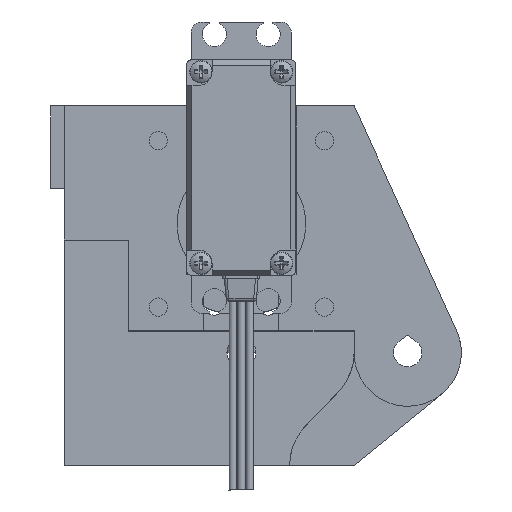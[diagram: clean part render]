
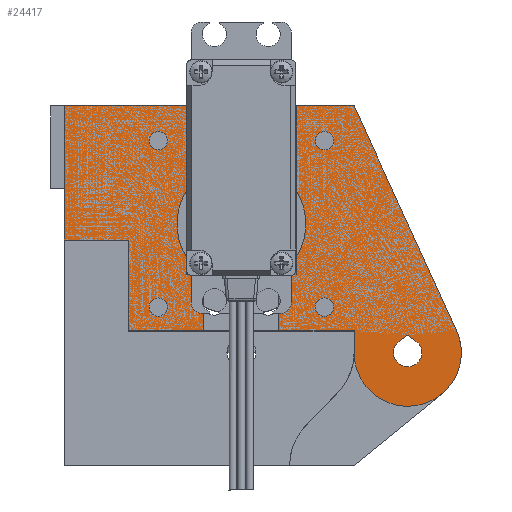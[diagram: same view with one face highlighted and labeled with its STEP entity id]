
A CAD part, left-side view. The second image highlights one B-rep face of the part: STEP entity #24417.
In plain terms, the highlighted planar face has unit normal (-1, 0, 0).
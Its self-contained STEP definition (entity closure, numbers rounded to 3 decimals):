
#716=FACE_BOUND('',#3279,.T.);
#717=FACE_BOUND('',#3280,.T.);
#718=FACE_BOUND('',#3281,.T.);
#719=FACE_BOUND('',#3282,.T.);
#720=FACE_BOUND('',#3283,.T.);
#965=PLANE('',#25977);
#1824=FACE_OUTER_BOUND('',#3278,.T.);
#3278=EDGE_LOOP('',(#17759,#17760,#17761,#17762,#17763,#17764,#17765,#17766,
#17767,#17768,#17769,#17770,#17771));
#3279=EDGE_LOOP('',(#17772,#17773,#17774));
#3280=EDGE_LOOP('',(#17775));
#3281=EDGE_LOOP('',(#17776));
#3282=EDGE_LOOP('',(#17777));
#3283=EDGE_LOOP('',(#17778));
#5174=CIRCLE('',#25978,12.);
#5175=CIRCLE('',#25979,10.);
#5176=CIRCLE('',#25980,2.65);
#5177=CIRCLE('',#25981,1.7);
#5178=CIRCLE('',#25982,1.7);
#5179=CIRCLE('',#25983,1.7);
#5180=CIRCLE('',#25984,1.7);
#6407=LINE('',#43397,#8418);
#6417=LINE('',#43423,#8428);
#6420=LINE('',#43429,#8431);
#6421=LINE('',#43431,#8432);
#6422=LINE('',#43433,#8433);
#6423=LINE('',#43437,#8434);
#6424=LINE('',#43439,#8435);
#6425=LINE('',#43441,#8436);
#6426=LINE('',#43443,#8437);
#6427=LINE('',#43447,#8438);
#6428=LINE('',#43448,#8439);
#6429=LINE('',#43451,#8440);
#6430=LINE('',#43454,#8441);
#8418=VECTOR('',#29051,10.);
#8428=VECTOR('',#29073,10.);
#8431=VECTOR('',#29078,10.);
#8432=VECTOR('',#29079,10.);
#8433=VECTOR('',#29080,10.);
#8434=VECTOR('',#29083,10.);
#8435=VECTOR('',#29084,10.);
#8436=VECTOR('',#29085,10.);
#8437=VECTOR('',#29086,10.);
#8438=VECTOR('',#29089,10.);
#8439=VECTOR('',#29090,10.);
#8440=VECTOR('',#29091,10.);
#8441=VECTOR('',#29094,10.);
#10561=VERTEX_POINT('',#43395);
#10562=VERTEX_POINT('',#43396);
#10572=VERTEX_POINT('',#43422);
#10574=VERTEX_POINT('',#43428);
#10575=VERTEX_POINT('',#43430);
#10576=VERTEX_POINT('',#43432);
#10577=VERTEX_POINT('',#43434);
#10578=VERTEX_POINT('',#43436);
#10579=VERTEX_POINT('',#43438);
#10580=VERTEX_POINT('',#43440);
#10581=VERTEX_POINT('',#43442);
#10582=VERTEX_POINT('',#43444);
#10583=VERTEX_POINT('',#43446);
#10584=VERTEX_POINT('',#43449);
#10585=VERTEX_POINT('',#43450);
#10586=VERTEX_POINT('',#43452);
#10587=VERTEX_POINT('',#43455);
#10588=VERTEX_POINT('',#43457);
#10589=VERTEX_POINT('',#43459);
#10590=VERTEX_POINT('',#43461);
#13270=EDGE_CURVE('',#10561,#10562,#6407,.T.);
#13283=EDGE_CURVE('',#10572,#10561,#6417,.T.);
#13286=EDGE_CURVE('',#10562,#10574,#6420,.T.);
#13287=EDGE_CURVE('',#10574,#10575,#6421,.T.);
#13288=EDGE_CURVE('',#10575,#10576,#6422,.T.);
#13289=EDGE_CURVE('',#10576,#10577,#5174,.T.);
#13290=EDGE_CURVE('',#10577,#10578,#6423,.T.);
#13291=EDGE_CURVE('',#10578,#10579,#6424,.T.);
#13292=EDGE_CURVE('',#10579,#10580,#6425,.T.);
#13293=EDGE_CURVE('',#10580,#10581,#6426,.T.);
#13294=EDGE_CURVE('',#10581,#10582,#5175,.T.);
#13295=EDGE_CURVE('',#10583,#10582,#6427,.T.);
#13296=EDGE_CURVE('',#10583,#10572,#6428,.T.);
#13297=EDGE_CURVE('',#10584,#10585,#6429,.T.);
#13298=EDGE_CURVE('',#10585,#10586,#5176,.T.);
#13299=EDGE_CURVE('',#10586,#10584,#6430,.T.);
#13300=EDGE_CURVE('',#10587,#10587,#5177,.T.);
#13301=EDGE_CURVE('',#10588,#10588,#5178,.T.);
#13302=EDGE_CURVE('',#10589,#10589,#5179,.T.);
#13303=EDGE_CURVE('',#10590,#10590,#5180,.T.);
#17759=ORIENTED_EDGE('',*,*,#13270,.T.);
#17760=ORIENTED_EDGE('',*,*,#13286,.T.);
#17761=ORIENTED_EDGE('',*,*,#13287,.T.);
#17762=ORIENTED_EDGE('',*,*,#13288,.T.);
#17763=ORIENTED_EDGE('',*,*,#13289,.T.);
#17764=ORIENTED_EDGE('',*,*,#13290,.T.);
#17765=ORIENTED_EDGE('',*,*,#13291,.T.);
#17766=ORIENTED_EDGE('',*,*,#13292,.T.);
#17767=ORIENTED_EDGE('',*,*,#13293,.T.);
#17768=ORIENTED_EDGE('',*,*,#13294,.T.);
#17769=ORIENTED_EDGE('',*,*,#13295,.F.);
#17770=ORIENTED_EDGE('',*,*,#13296,.T.);
#17771=ORIENTED_EDGE('',*,*,#13283,.T.);
#17772=ORIENTED_EDGE('',*,*,#13297,.T.);
#17773=ORIENTED_EDGE('',*,*,#13298,.T.);
#17774=ORIENTED_EDGE('',*,*,#13299,.T.);
#17775=ORIENTED_EDGE('',*,*,#13300,.T.);
#17776=ORIENTED_EDGE('',*,*,#13301,.T.);
#17777=ORIENTED_EDGE('',*,*,#13302,.T.);
#17778=ORIENTED_EDGE('',*,*,#13303,.T.);
#24417=ADVANCED_FACE('',(#1824,#716,#717,#718,#719,#720),#965,.T.);
#25977=AXIS2_PLACEMENT_3D('',#43427,#29076,#29077);
#25978=AXIS2_PLACEMENT_3D('',#43435,#29081,#29082);
#25979=AXIS2_PLACEMENT_3D('',#43445,#29087,#29088);
#25980=AXIS2_PLACEMENT_3D('',#43453,#29092,#29093);
#25981=AXIS2_PLACEMENT_3D('',#43456,#29095,#29096);
#25982=AXIS2_PLACEMENT_3D('',#43458,#29097,#29098);
#25983=AXIS2_PLACEMENT_3D('',#43460,#29099,#29100);
#25984=AXIS2_PLACEMENT_3D('',#43462,#29101,#29102);
#29051=DIRECTION('',(0.,-1.,0.));
#29073=DIRECTION('',(0.,0.,-1.));
#29076=DIRECTION('center_axis',(-1.,0.,0.));
#29077=DIRECTION('ref_axis',(0.,-1.,0.));
#29078=DIRECTION('',(0.,0.,-1.));
#29079=DIRECTION('',(0.,-1.,0.));
#29080=DIRECTION('',(0.,0.,1.));
#29081=DIRECTION('center_axis',(1.,0.,0.));
#29082=DIRECTION('ref_axis',(0.,-1.,0.));
#29083=DIRECTION('',(0.,0.,-1.));
#29084=DIRECTION('',(0.,-1.,0.));
#29085=DIRECTION('',(0.,0.,-1.));
#29086=DIRECTION('',(0.,0.,-1.));
#29087=DIRECTION('center_axis',(-1.,0.,0.));
#29088=DIRECTION('ref_axis',(0.,-1.,0.));
#29089=DIRECTION('',(0.,-0.415,-0.91));
#29090=DIRECTION('',(0.,1.,0.));
#29091=DIRECTION('',(0.,-0.817,-0.576));
#29092=DIRECTION('center_axis',(1.,0.,0.));
#29093=DIRECTION('ref_axis',(0.,-1.,0.));
#29094=DIRECTION('',(0.,-0.817,0.576));
#29095=DIRECTION('center_axis',(1.,0.,0.));
#29096=DIRECTION('ref_axis',(0.,-1.,0.));
#29097=DIRECTION('center_axis',(1.,0.,0.));
#29098=DIRECTION('ref_axis',(0.,-1.,0.));
#29099=DIRECTION('center_axis',(1.,0.,0.));
#29100=DIRECTION('ref_axis',(0.,-1.,0.));
#29101=DIRECTION('center_axis',(1.,0.,0.));
#29102=DIRECTION('ref_axis',(0.,-1.,0.));
#43395=CARTESIAN_POINT('',(-123.,33.,21.));
#43396=CARTESIAN_POINT('',(-123.,21.,21.));
#43397=CARTESIAN_POINT('',(-123.,13.5,21.));
#43422=CARTESIAN_POINT('',(-123.,33.,46.));
#43423=CARTESIAN_POINT('',(-123.,33.,46.));
#43427=CARTESIAN_POINT('Origin',(-123.,0.,24.3));
#43428=CARTESIAN_POINT('',(-123.,21.,4.05));
#43429=CARTESIAN_POINT('',(-123.,21.,44.55));
#43430=CARTESIAN_POINT('',(-123.,7.,4.05));
#43431=CARTESIAN_POINT('',(-123.,21.,4.05));
#43432=CARTESIAN_POINT('',(-123.,7.,14.253));
#43433=CARTESIAN_POINT('',(-123.,7.,14.175));
#43434=CARTESIAN_POINT('',(-123.,-7.,14.253));
#43435=CARTESIAN_POINT('Origin',(-123.,0.,24.));
#43436=CARTESIAN_POINT('',(-123.,-7.,4.05));
#43437=CARTESIAN_POINT('',(-123.,-7.,14.175));
#43438=CARTESIAN_POINT('',(-123.,-21.,4.05));
#43439=CARTESIAN_POINT('',(-123.,21.,4.05));
#43440=CARTESIAN_POINT('',(-123.,-21.,4.));
#43441=CARTESIAN_POINT('',(-123.,-21.,46.));
#43442=CARTESIAN_POINT('',(-123.,-21.,0.));
#43443=CARTESIAN_POINT('',(-123.,-21.,4.));
#43444=CARTESIAN_POINT('',(-123.,-40.097,4.152));
#43445=CARTESIAN_POINT('Origin',(-123.,-31.,0.));
#43446=CARTESIAN_POINT('',(-123.,-21.,46.));
#43447=CARTESIAN_POINT('',(-123.,-21.,46.));
#43448=CARTESIAN_POINT('',(-123.,21.,46.));
#43449=CARTESIAN_POINT('',(-123.,-31.,3.243));
#43450=CARTESIAN_POINT('',(-123.,-32.527,2.166));
#43451=CARTESIAN_POINT('',(-123.,-15.69,14.041));
#43452=CARTESIAN_POINT('',(-123.,-29.473,2.166));
#43453=CARTESIAN_POINT('Origin',(-123.,-31.,0.));
#43454=CARTESIAN_POINT('',(-123.,-24.844,-1.099));
#43455=CARTESIAN_POINT('',(-123.,17.2,8.5));
#43456=CARTESIAN_POINT('Origin',(-123.,15.5,8.5));
#43457=CARTESIAN_POINT('',(-123.,-13.8,8.5));
#43458=CARTESIAN_POINT('Origin',(-123.,-15.5,8.5));
#43459=CARTESIAN_POINT('',(-123.,17.2,39.5));
#43460=CARTESIAN_POINT('Origin',(-123.,15.5,39.5));
#43461=CARTESIAN_POINT('',(-123.,-13.8,39.5));
#43462=CARTESIAN_POINT('Origin',(-123.,-15.5,39.5));
